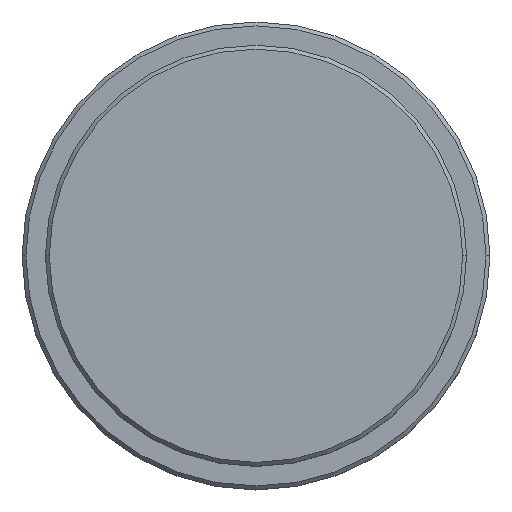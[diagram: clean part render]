
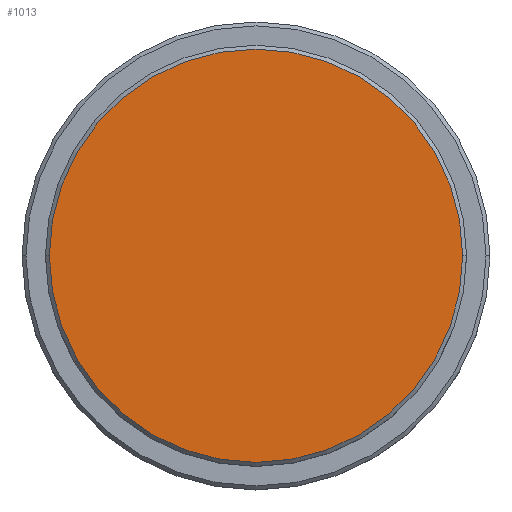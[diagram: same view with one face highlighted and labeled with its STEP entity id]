
A CAD part, top view. The second image highlights one B-rep face of the part: STEP entity #1013.
In plain terms, the highlighted planar face has unit normal (0, 0, 1).
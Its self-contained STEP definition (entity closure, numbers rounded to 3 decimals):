
#85 = EDGE_CURVE ( 'NONE', #1046, #115, #304, .T. ) ;
#115 = VERTEX_POINT ( 'NONE', #1381 ) ;
#129 = DIRECTION ( 'NONE',  ( 0., 0., 1. ) ) ;
#141 = FACE_OUTER_BOUND ( 'NONE', #962, .T. ) ;
#189 = CIRCLE ( 'NONE', #1252, 26.5 ) ;
#304 = CIRCLE ( 'NONE', #896, 26.5 ) ;
#366 = DIRECTION ( 'NONE',  ( 0., 0., 1. ) ) ;
#433 = CARTESIAN_POINT ( 'NONE',  ( -26.5, 0., 0. ) ) ;
#644 = DIRECTION ( 'NONE',  ( 0., 0., 1. ) ) ;
#670 = PLANE ( 'NONE',  #1239 ) ;
#671 = CARTESIAN_POINT ( 'NONE',  ( 0., 0., 0. ) ) ;
#679 = CARTESIAN_POINT ( 'NONE',  ( 0., 0., 0. ) ) ;
#693 = ORIENTED_EDGE ( 'NONE', *, *, #1178, .T. ) ;
#896 = AXIS2_PLACEMENT_3D ( 'NONE', #1357, #366, #1148 ) ;
#962 = EDGE_LOOP ( 'NONE', ( #1087, #693 ) ) ;
#1013 = ADVANCED_FACE ( 'NONE', ( #141 ), #670, .T. ) ;
#1020 = DIRECTION ( 'NONE',  ( 1., 0., 0. ) ) ;
#1046 = VERTEX_POINT ( 'NONE', #433 ) ;
#1087 = ORIENTED_EDGE ( 'NONE', *, *, #85, .T. ) ;
#1090 = DIRECTION ( 'NONE',  ( 1., 0., 0. ) ) ;
#1148 = DIRECTION ( 'NONE',  ( 1., 0., 0. ) ) ;
#1178 = EDGE_CURVE ( 'NONE', #115, #1046, #189, .T. ) ;
#1239 = AXIS2_PLACEMENT_3D ( 'NONE', #679, #129, #1020 ) ;
#1252 = AXIS2_PLACEMENT_3D ( 'NONE', #671, #644, #1090 ) ;
#1357 = CARTESIAN_POINT ( 'NONE',  ( 0., 0., 0. ) ) ;
#1381 = CARTESIAN_POINT ( 'NONE',  ( 26.5, 0., 0. ) ) ;
